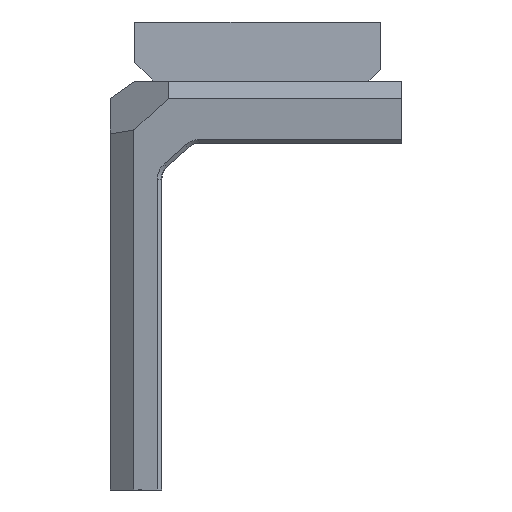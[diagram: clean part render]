
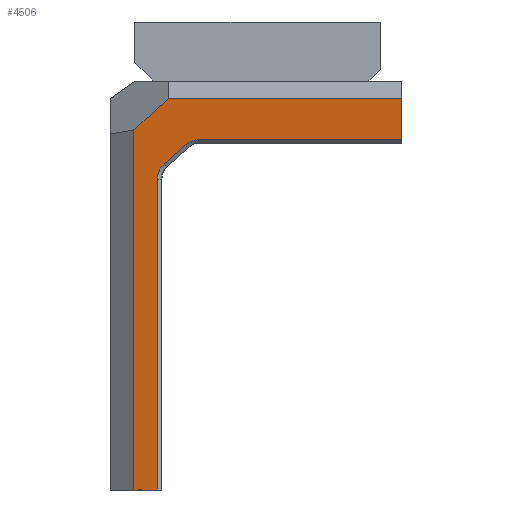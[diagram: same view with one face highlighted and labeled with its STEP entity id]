
A CAD part, left-side view. The second image highlights one B-rep face of the part: STEP entity #4506.
In plain terms, the highlighted planar face has unit normal (-0.985, 0.174, 0).
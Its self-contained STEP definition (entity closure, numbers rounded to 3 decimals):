
#162=PLANE('',#4839);
#480=FACE_OUTER_BOUND('',#743,.T.);
#743=EDGE_LOOP('',(#3887,#3888,#3889,#3890,#3891,#3892,#3893,#3894,#3895,
#3896));
#1104=LINE('',#7323,#1613);
#1119=LINE('',#7355,#1628);
#1195=LINE('',#7524,#1704);
#1206=LINE('',#7548,#1715);
#1208=LINE('',#7556,#1717);
#1209=LINE('',#7559,#1718);
#1210=LINE('',#7561,#1719);
#1211=LINE('',#7562,#1720);
#1613=VECTOR('',#5627,1000.);
#1628=VECTOR('',#5646,1000.);
#1704=VECTOR('',#5796,1000.);
#1715=VECTOR('',#5821,1000.);
#1717=VECTOR('',#5831,1000.);
#1718=VECTOR('',#5834,1000.);
#1719=VECTOR('',#5835,1000.);
#1720=VECTOR('',#5836,1000.);
#1920=CIRCLE('',#4838,6.);
#1921=CIRCLE('',#4840,6.);
#2163=VERTEX_POINT('',#7298);
#2175=VERTEX_POINT('',#7321);
#2190=VERTEX_POINT('',#7354);
#2245=VERTEX_POINT('',#7521);
#2246=VERTEX_POINT('',#7523);
#2252=VERTEX_POINT('',#7546);
#2253=VERTEX_POINT('',#7551);
#2254=VERTEX_POINT('',#7555);
#2255=VERTEX_POINT('',#7557);
#2256=VERTEX_POINT('',#7560);
#2711=EDGE_CURVE('',#2163,#2175,#1104,.T.);
#2726=EDGE_CURVE('',#2190,#2163,#1119,.T.);
#2812=EDGE_CURVE('',#2246,#2245,#1195,.T.);
#2825=EDGE_CURVE('',#2175,#2252,#1206,.T.);
#2827=EDGE_CURVE('',#2252,#2253,#1920,.T.);
#2828=EDGE_CURVE('',#2253,#2254,#1208,.T.);
#2829=EDGE_CURVE('',#2254,#2255,#1921,.T.);
#2830=EDGE_CURVE('',#2255,#2246,#1209,.T.);
#2831=EDGE_CURVE('',#2245,#2256,#1210,.T.);
#2832=EDGE_CURVE('',#2256,#2190,#1211,.T.);
#3887=ORIENTED_EDGE('',*,*,#2726,.T.);
#3888=ORIENTED_EDGE('',*,*,#2711,.T.);
#3889=ORIENTED_EDGE('',*,*,#2825,.T.);
#3890=ORIENTED_EDGE('',*,*,#2827,.T.);
#3891=ORIENTED_EDGE('',*,*,#2828,.T.);
#3892=ORIENTED_EDGE('',*,*,#2829,.T.);
#3893=ORIENTED_EDGE('',*,*,#2830,.T.);
#3894=ORIENTED_EDGE('',*,*,#2812,.T.);
#3895=ORIENTED_EDGE('',*,*,#2831,.T.);
#3896=ORIENTED_EDGE('',*,*,#2832,.T.);
#4506=ADVANCED_FACE('',(#480),#162,.F.);
#4838=AXIS2_PLACEMENT_3D('',#7553,#5827,#5828);
#4839=AXIS2_PLACEMENT_3D('',#7554,#5829,#5830);
#4840=AXIS2_PLACEMENT_3D('',#7558,#5832,#5833);
#5627=DIRECTION('',(-0.174,-0.985,0.));
#5646=DIRECTION('',(0.,0.,-1.));
#5796=DIRECTION('',(0.,0.,1.));
#5821=DIRECTION('',(0.,0.,1.));
#5827=DIRECTION('center_axis',(0.985,-0.174,0.));
#5828=DIRECTION('ref_axis',(0.174,0.985,0.));
#5829=DIRECTION('center_axis',(0.985,-0.174,0.));
#5830=DIRECTION('ref_axis',(0.174,0.985,0.));
#5831=DIRECTION('',(-0.13,-0.738,0.663));
#5832=DIRECTION('center_axis',(0.985,-0.174,0.));
#5833=DIRECTION('ref_axis',(0.174,0.985,0.));
#5834=DIRECTION('',(-0.174,-0.985,0.));
#5835=DIRECTION('',(0.174,0.985,0.));
#5836=DIRECTION('',(0.13,0.738,-0.663));
#7298=CARTESIAN_POINT('',(-105.328,366.115,-0.138));
#7321=CARTESIAN_POINT('',(-106.543,359.222,-0.138));
#7323=CARTESIAN_POINT('',(-119.1,288.009,-0.138));
#7354=CARTESIAN_POINT('',(-105.328,366.115,104.719));
#7355=CARTESIAN_POINT('',(-105.328,366.115,-96.138));
#7521=CARTESIAN_POINT('',(-119.1,288.009,113.862));
#7523=CARTESIAN_POINT('',(-119.1,288.009,101.862));
#7524=CARTESIAN_POINT('',(-119.1,288.009,-119.138));
#7546=CARTESIAN_POINT('',(-106.543,359.222,90.36));
#7548=CARTESIAN_POINT('',(-106.543,359.222,92.86));
#7551=CARTESIAN_POINT('',(-106.895,357.228,94.854));
#7553=CARTESIAN_POINT('Origin',(-107.585,353.313,90.36));
#7554=CARTESIAN_POINT('Origin',(-119.1,288.009,-120.138));
#7555=CARTESIAN_POINT('',(-107.975,351.103,100.356));
#7556=CARTESIAN_POINT('',(-107.975,351.103,100.356));
#7557=CARTESIAN_POINT('',(-108.665,347.188,101.862));
#7558=CARTESIAN_POINT('Origin',(-108.665,347.188,95.862));
#7559=CARTESIAN_POINT('',(-119.1,288.009,101.862));
#7560=CARTESIAN_POINT('',(-107.123,355.936,113.862));
#7561=CARTESIAN_POINT('',(-119.1,288.009,113.862));
#7562=CARTESIAN_POINT('',(-93.677,432.191,45.366));
